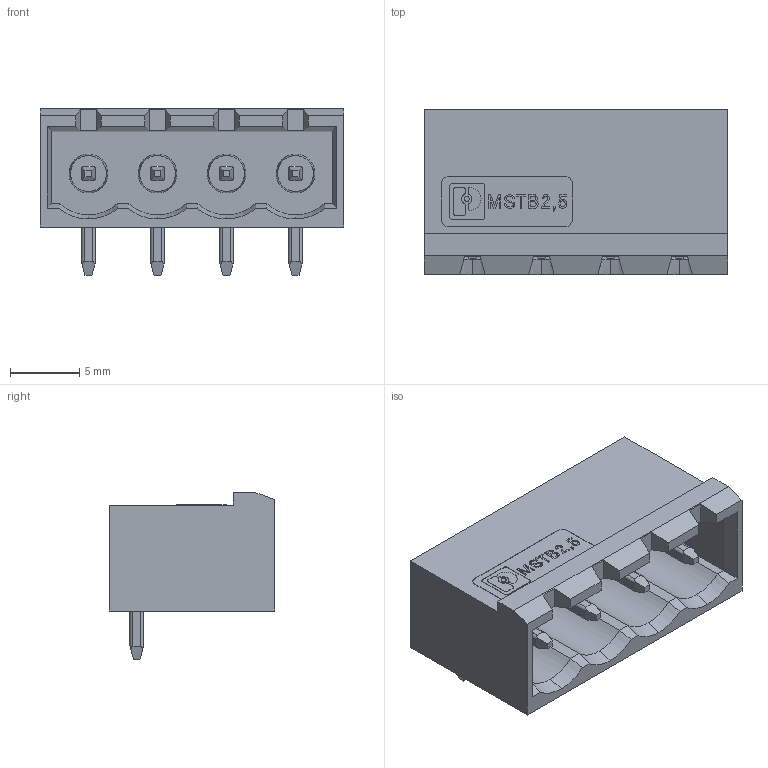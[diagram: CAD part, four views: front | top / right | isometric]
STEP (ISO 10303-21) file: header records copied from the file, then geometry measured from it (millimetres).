
FILE_DESCRIPTION(('STEP AP214'),'1');
FILE_NAME('cctmp_44600CA0-63AE-4EB1-B999-A7528B922B8B_2023_02_03_15_03_21_0021_7400..stp','2023-02-03T15:03:21',('PHOENIX CONTACT Deutschland GmbH'),('CADClick - www.CADClick.com'),'Spatial InterOp 3D',' ','unknown authorization');
FILE_SCHEMA(('AUTOMOTIVE_DESIGN'));
Length unit declared in the file: millimetre
Products named in the file (6): 2023_02_03_15_03_20_0771; 2023_02_03_15_03_21_0021; 2023_02_03_15_03_21_0005; 2023_02_03_15_03_20_0989; 2023_02_03_15_03_20_0974; 2023_02_03_15_03_20_0943
Assembly tree (5 placements, depth 2):
  2023_02_03_15_03_20_0771
    2023_02_03_15_03_21_0021
    2023_02_03_15_03_21_0005
    2023_02_03_15_03_20_0989
    2023_02_03_15_03_20_0974
    2023_02_03_15_03_20_0943
Bounding box: 22 x 12 x 12.07 mm (x, y, z)
Volume: 1066.5 mm3; surface area: 1888.9 mm2
Topology: 5 solids, 5 shells, 601 faces, 1689 edges, 1112 vertices
Faces by surface type: plane 443, cylinder 126, bspline 24, cone 8
Entity records: 37714 total; most frequent: CARTESIAN_POINT 14344, ORIENTED_EDGE 3378, DIRECTION 3035, EDGE_CURVE 1689, LINE 1341, VECTOR 1341, STYLED_ITEM 1182, PRESENTATION_STYLE_ASSIGNMENT 1182
